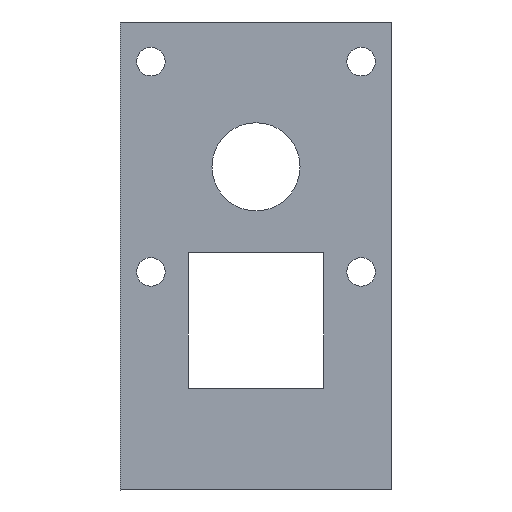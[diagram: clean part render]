
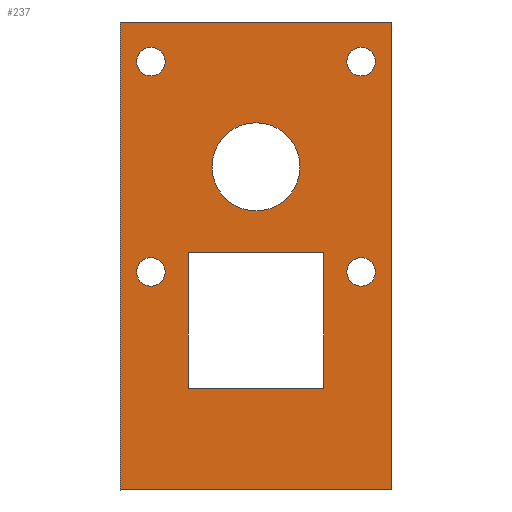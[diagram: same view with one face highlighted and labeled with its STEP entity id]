
A CAD part, left-side view. The second image highlights one B-rep face of the part: STEP entity #237.
In plain terms, the highlighted planar face has unit normal (-1, 0, 0).
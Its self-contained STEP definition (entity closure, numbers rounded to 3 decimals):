
#47=AXIS2_PLACEMENT_3D('Circle Axis2P3D',#45,#46,$) ;
#73=AXIS2_PLACEMENT_3D('Circle Axis2P3D',#71,#72,$) ;
#91=AXIS2_PLACEMENT_3D('Plane Axis2P3D',#88,#89,#90) ;
#133=AXIS2_PLACEMENT_3D('Circle Axis2P3D',#131,#132,$) ;
#142=AXIS2_PLACEMENT_3D('Circle Axis2P3D',#140,#141,$) ;
#151=AXIS2_PLACEMENT_3D('Circle Axis2P3D',#149,#150,$) ;
#160=AXIS2_PLACEMENT_3D('Circle Axis2P3D',#158,#159,$) ;
#169=AXIS2_PLACEMENT_3D('Circle Axis2P3D',#167,#168,$) ;
#178=AXIS2_PLACEMENT_3D('Circle Axis2P3D',#176,#177,$) ;
#187=AXIS2_PLACEMENT_3D('Circle Axis2P3D',#185,#186,$) ;
#196=AXIS2_PLACEMENT_3D('Circle Axis2P3D',#194,#195,$) ;
#40=CARTESIAN_POINT('Vertex',(19.,-13.4,-55.85)) ;
#45=CARTESIAN_POINT('Axis2P3D Location',(19.,-15.5,-55.85)) ;
#49=CARTESIAN_POINT('Vertex',(19.,-17.6,-55.85)) ;
#71=CARTESIAN_POINT('Axis2P3D Location',(19.,-15.5,-55.85)) ;
#88=CARTESIAN_POINT('Axis2P3D Location',(19.,0.,0.)) ;
#93=CARTESIAN_POINT('Line Origine',(19.,0.,-19.)) ;
#97=CARTESIAN_POINT('Vertex',(19.,-20.,-19.)) ;
#99=CARTESIAN_POINT('Vertex',(19.,20.,-19.)) ;
#102=CARTESIAN_POINT('Line Origine',(19.,20.,-53.5)) ;
#106=CARTESIAN_POINT('Vertex',(19.,20.,-88.)) ;
#109=CARTESIAN_POINT('Line Origine',(19.,0.,-88.)) ;
#113=CARTESIAN_POINT('Vertex',(19.,-20.,-88.)) ;
#116=CARTESIAN_POINT('Line Origine',(19.,-20.,-53.5)) ;
#131=CARTESIAN_POINT('Axis2P3D Location',(19.,-15.5,-24.85)) ;
#135=CARTESIAN_POINT('Vertex',(19.,-17.6,-24.85)) ;
#137=CARTESIAN_POINT('Vertex',(19.,-13.4,-24.85)) ;
#140=CARTESIAN_POINT('Axis2P3D Location',(19.,-15.5,-24.85)) ;
#149=CARTESIAN_POINT('Axis2P3D Location',(19.,15.5,-55.85)) ;
#153=CARTESIAN_POINT('Vertex',(19.,13.4,-55.85)) ;
#155=CARTESIAN_POINT('Vertex',(19.,17.6,-55.85)) ;
#158=CARTESIAN_POINT('Axis2P3D Location',(19.,15.5,-55.85)) ;
#167=CARTESIAN_POINT('Axis2P3D Location',(19.,15.5,-24.85)) ;
#171=CARTESIAN_POINT('Vertex',(19.,13.4,-24.85)) ;
#173=CARTESIAN_POINT('Vertex',(19.,17.6,-24.85)) ;
#176=CARTESIAN_POINT('Axis2P3D Location',(19.,15.5,-24.85)) ;
#185=CARTESIAN_POINT('Axis2P3D Location',(19.,0.,-40.35)) ;
#189=CARTESIAN_POINT('Vertex',(19.,6.5,-40.35)) ;
#191=CARTESIAN_POINT('Vertex',(19.,-6.5,-40.35)) ;
#194=CARTESIAN_POINT('Axis2P3D Location',(19.,0.,-40.35)) ;
#203=CARTESIAN_POINT('Line Origine',(19.,0.,-73.)) ;
#207=CARTESIAN_POINT('Vertex',(19.,10.,-73.)) ;
#209=CARTESIAN_POINT('Vertex',(19.,-10.,-73.)) ;
#212=CARTESIAN_POINT('Line Origine',(19.,10.,-63.)) ;
#216=CARTESIAN_POINT('Vertex',(19.,10.,-53.)) ;
#219=CARTESIAN_POINT('Line Origine',(19.,0.,-53.)) ;
#223=CARTESIAN_POINT('Vertex',(19.,-10.,-53.)) ;
#226=CARTESIAN_POINT('Line Origine',(19.,-10.,-63.)) ;
#46=DIRECTION('Axis2P3D Direction',(-1.,-0.,0.)) ;
#72=DIRECTION('Axis2P3D Direction',(-1.,-0.,0.)) ;
#89=DIRECTION('Axis2P3D Direction',(-1.,0.,0.)) ;
#90=DIRECTION('Axis2P3D XDirection',(0.,-1.,0.)) ;
#94=DIRECTION('Vector Direction',(0.,1.,0.)) ;
#103=DIRECTION('Vector Direction',(0.,0.,-1.)) ;
#110=DIRECTION('Vector Direction',(0.,-1.,0.)) ;
#117=DIRECTION('Vector Direction',(0.,0.,-1.)) ;
#132=DIRECTION('Axis2P3D Direction',(-1.,0.,0.)) ;
#141=DIRECTION('Axis2P3D Direction',(-1.,0.,0.)) ;
#150=DIRECTION('Axis2P3D Direction',(-1.,0.,0.)) ;
#159=DIRECTION('Axis2P3D Direction',(-1.,0.,0.)) ;
#168=DIRECTION('Axis2P3D Direction',(-1.,0.,0.)) ;
#177=DIRECTION('Axis2P3D Direction',(-1.,0.,0.)) ;
#186=DIRECTION('Axis2P3D Direction',(-1.,0.,0.)) ;
#195=DIRECTION('Axis2P3D Direction',(-1.,0.,0.)) ;
#204=DIRECTION('Vector Direction',(0.,-1.,0.)) ;
#213=DIRECTION('Vector Direction',(0.,0.,-1.)) ;
#220=DIRECTION('Vector Direction',(0.,-1.,0.)) ;
#227=DIRECTION('Vector Direction',(0.,0.,-1.)) ;
#95=VECTOR('Line Direction',#94,1.) ;
#104=VECTOR('Line Direction',#103,1.) ;
#111=VECTOR('Line Direction',#110,1.) ;
#118=VECTOR('Line Direction',#117,1.) ;
#205=VECTOR('Line Direction',#204,1.) ;
#214=VECTOR('Line Direction',#213,1.) ;
#221=VECTOR('Line Direction',#220,1.) ;
#228=VECTOR('Line Direction',#227,1.) ;
#122=ORIENTED_EDGE('',*,*,#101,.T.) ;
#123=ORIENTED_EDGE('',*,*,#108,.T.) ;
#124=ORIENTED_EDGE('',*,*,#115,.T.) ;
#125=ORIENTED_EDGE('',*,*,#120,.F.) ;
#128=ORIENTED_EDGE('',*,*,#75,.F.) ;
#129=ORIENTED_EDGE('',*,*,#51,.F.) ;
#146=ORIENTED_EDGE('',*,*,#139,.F.) ;
#147=ORIENTED_EDGE('',*,*,#144,.F.) ;
#164=ORIENTED_EDGE('',*,*,#157,.F.) ;
#165=ORIENTED_EDGE('',*,*,#162,.F.) ;
#182=ORIENTED_EDGE('',*,*,#175,.F.) ;
#183=ORIENTED_EDGE('',*,*,#180,.F.) ;
#200=ORIENTED_EDGE('',*,*,#193,.F.) ;
#201=ORIENTED_EDGE('',*,*,#198,.F.) ;
#232=ORIENTED_EDGE('',*,*,#211,.F.) ;
#233=ORIENTED_EDGE('',*,*,#218,.F.) ;
#234=ORIENTED_EDGE('',*,*,#225,.F.) ;
#235=ORIENTED_EDGE('',*,*,#230,.F.) ;
#130=FACE_BOUND('',#127,.T.) ;
#148=FACE_BOUND('',#145,.T.) ;
#166=FACE_BOUND('',#163,.T.) ;
#184=FACE_BOUND('',#181,.T.) ;
#202=FACE_BOUND('',#199,.T.) ;
#236=FACE_BOUND('',#231,.T.) ;
#237=ADVANCED_FACE('Set g\X2\00E9\X0\om\X2\00E9\X0\trique.1',(#126,#130,#148,#166,#184,#202,#236),#92,.T.) ;
#48=CIRCLE('generated circle',#47,2.1) ;
#74=CIRCLE('generated circle',#73,2.1) ;
#134=CIRCLE('generated circle',#133,2.1) ;
#143=CIRCLE('generated circle',#142,2.1) ;
#152=CIRCLE('generated circle',#151,2.1) ;
#161=CIRCLE('generated circle',#160,2.1) ;
#170=CIRCLE('generated circle',#169,2.1) ;
#179=CIRCLE('generated circle',#178,2.1) ;
#188=CIRCLE('generated circle',#187,6.5) ;
#197=CIRCLE('generated circle',#196,6.5) ;
#51=EDGE_CURVE('',#41,#50,#48,.T.) ;
#75=EDGE_CURVE('',#50,#41,#74,.T.) ;
#101=EDGE_CURVE('',#98,#100,#96,.T.) ;
#108=EDGE_CURVE('',#100,#107,#105,.T.) ;
#115=EDGE_CURVE('',#107,#114,#112,.T.) ;
#120=EDGE_CURVE('',#98,#114,#119,.T.) ;
#139=EDGE_CURVE('',#136,#138,#134,.T.) ;
#144=EDGE_CURVE('',#138,#136,#143,.T.) ;
#157=EDGE_CURVE('',#154,#156,#152,.T.) ;
#162=EDGE_CURVE('',#156,#154,#161,.T.) ;
#175=EDGE_CURVE('',#172,#174,#170,.T.) ;
#180=EDGE_CURVE('',#174,#172,#179,.T.) ;
#193=EDGE_CURVE('',#190,#192,#188,.T.) ;
#198=EDGE_CURVE('',#192,#190,#197,.T.) ;
#211=EDGE_CURVE('',#208,#210,#206,.T.) ;
#218=EDGE_CURVE('',#217,#208,#215,.T.) ;
#225=EDGE_CURVE('',#224,#217,#222,.F.) ;
#230=EDGE_CURVE('',#210,#224,#229,.F.) ;
#121=EDGE_LOOP('',(#122,#123,#124,#125)) ;
#127=EDGE_LOOP('',(#128,#129)) ;
#145=EDGE_LOOP('',(#146,#147)) ;
#163=EDGE_LOOP('',(#164,#165)) ;
#181=EDGE_LOOP('',(#182,#183)) ;
#199=EDGE_LOOP('',(#200,#201)) ;
#231=EDGE_LOOP('',(#232,#233,#234,#235)) ;
#126=FACE_OUTER_BOUND('',#121,.T.) ;
#96=LINE('Line',#93,#95) ;
#105=LINE('Line',#102,#104) ;
#112=LINE('Line',#109,#111) ;
#119=LINE('Line',#116,#118) ;
#206=LINE('Line',#203,#205) ;
#215=LINE('Line',#212,#214) ;
#222=LINE('Line',#219,#221) ;
#229=LINE('Line',#226,#228) ;
#92=PLANE('',#91) ;
#41=VERTEX_POINT('',#40) ;
#50=VERTEX_POINT('',#49) ;
#98=VERTEX_POINT('',#97) ;
#100=VERTEX_POINT('',#99) ;
#107=VERTEX_POINT('',#106) ;
#114=VERTEX_POINT('',#113) ;
#136=VERTEX_POINT('',#135) ;
#138=VERTEX_POINT('',#137) ;
#154=VERTEX_POINT('',#153) ;
#156=VERTEX_POINT('',#155) ;
#172=VERTEX_POINT('',#171) ;
#174=VERTEX_POINT('',#173) ;
#190=VERTEX_POINT('',#189) ;
#192=VERTEX_POINT('',#191) ;
#208=VERTEX_POINT('',#207) ;
#210=VERTEX_POINT('',#209) ;
#217=VERTEX_POINT('',#216) ;
#224=VERTEX_POINT('',#223) ;
